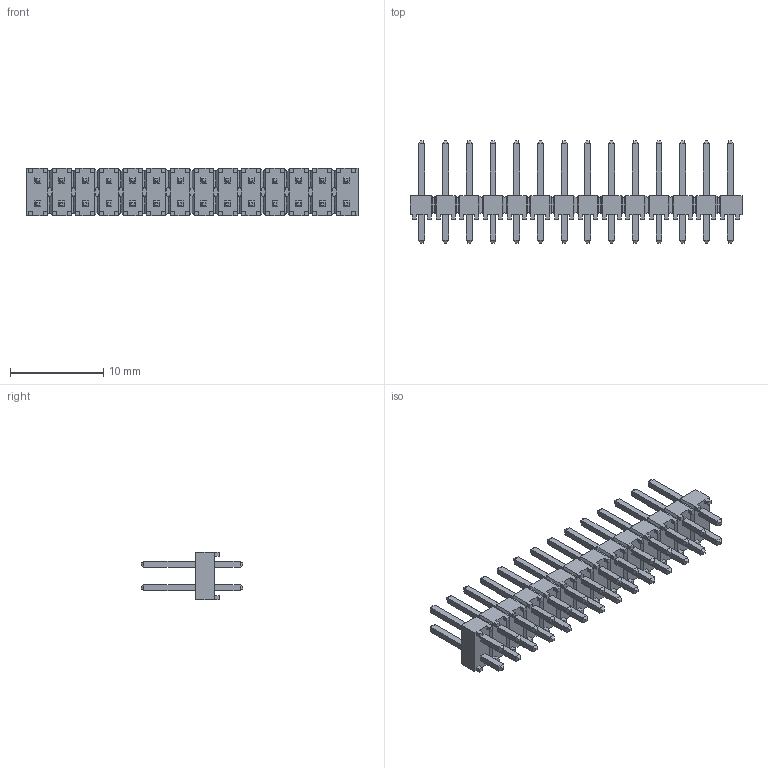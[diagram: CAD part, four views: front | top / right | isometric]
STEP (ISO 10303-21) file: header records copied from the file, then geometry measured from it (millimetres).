
FILE_DESCRIPTION( ( 'STEP AP214' ), ' ' );
FILE_NAME( 'TSW-114-07-L-D.stp', '2018-03-22T05:55:32', ( '' ), ( '' ), ' ', 'PARTsolutions', ' ' );
FILE_SCHEMA( ( 'AUTOMOTIVE_DESIGN { 1 0 10303 214 1 1 1 1 }' ) );
Length unit declared in the file: inch
Products named in the file (3): TSW-114-07-L-D; _TSW-114-07-L-D_body; _T-1S6-07-TSW-1-07-14-D
Assembly tree (2 placements, depth 2):
  TSW-114-07-L-D
    _TSW-114-07-L-D_body
    _T-1S6-07-TSW-1-07-14-D
Bounding box: 35.56 x 10.92 x 5.08 mm (x, y, z)
Volume: 461.6 mm3; surface area: 1762.8 mm2
Topology: 2 solids, 2 shells, 1164 faces, 2906 edges, 1776 vertices
Faces by surface type: plane 1164
Entity records: 42808 total; most frequent: CARTESIAN_POINT 5849, ORIENTED_EDGE 5812, DIRECTION 5240, EDGE_CURVE 2906, LINE 2906, VECTOR 2906, VERTEX_POINT 1776, EDGE_LOOP 1276
